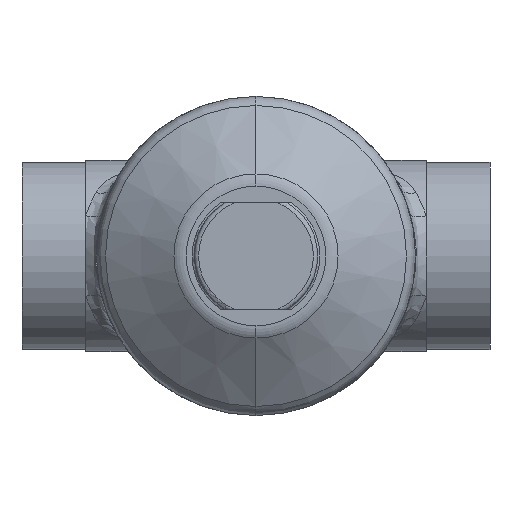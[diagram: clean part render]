
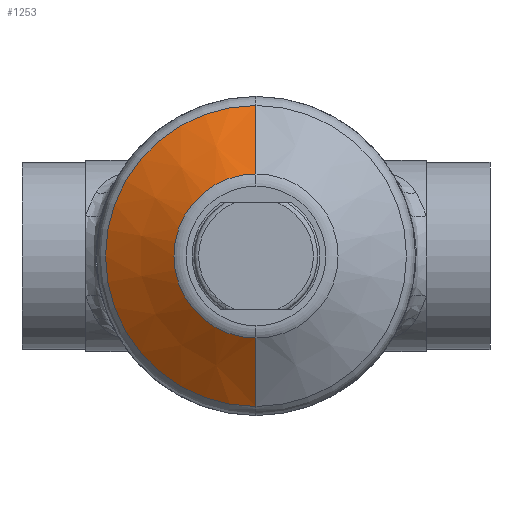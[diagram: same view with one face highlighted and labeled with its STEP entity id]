
A CAD part, front view. The second image highlights one B-rep face of the part: STEP entity #1253.
In plain terms, the highlighted conical face has half-angle 55 degrees and reference radius 38.583 mm.
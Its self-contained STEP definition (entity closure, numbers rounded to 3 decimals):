
#772 = CIRCLE ( 'NONE', #17049, 70.736 ) ;
#921 = CARTESIAN_POINT ( 'NONE',  ( 0., -131.192, 0. ) ) ;
#978 = EDGE_CURVE ( 'NONE', #17006, #13125, #1107, .T. ) ;
#1107 = LINE ( 'NONE', #16248, #4325 ) ;
#1253 = ADVANCED_FACE ( 'NONE', ( #2590 ), #16371, .T. ) ;
#1297 = AXIS2_PLACEMENT_3D ( 'NONE', #921, #9197, #6989 ) ;
#2110 = DIRECTION ( 'NONE',  ( 0., 1., 0. ) ) ;
#2325 = AXIS2_PLACEMENT_3D ( 'NONE', #14230, #5946, #15600 ) ;
#2455 = EDGE_CURVE ( 'NONE', #17006, #9292, #12058, .T. ) ;
#2590 = FACE_OUTER_BOUND ( 'NONE', #5231, .T. ) ;
#4325 = VECTOR ( 'NONE', #13326, 1000. ) ;
#4363 = CARTESIAN_POINT ( 'NONE',  ( 0., -131.192, 38.583 ) ) ;
#5038 = VERTEX_POINT ( 'NONE', #6073 ) ;
#5231 = EDGE_LOOP ( 'NONE', ( #17675, #8918, #16368, #5451 ) ) ;
#5451 = ORIENTED_EDGE ( 'NONE', *, *, #978, .F. ) ;
#5946 = DIRECTION ( 'NONE',  ( 0., 1., 0. ) ) ;
#6073 = CARTESIAN_POINT ( 'NONE',  ( 0., -108.678, 70.736 ) ) ;
#6487 = EDGE_CURVE ( 'NONE', #13125, #5038, #772, .T. ) ;
#6989 = DIRECTION ( 'NONE',  ( 0., 0., -1. ) ) ;
#8890 = CARTESIAN_POINT ( 'NONE',  ( 0., -108.678, -70.736 ) ) ;
#8918 = ORIENTED_EDGE ( 'NONE', *, *, #12048, .T. ) ;
#9197 = DIRECTION ( 'NONE',  ( 0., 1., 0. ) ) ;
#9292 = VERTEX_POINT ( 'NONE', #9987 ) ;
#9987 = CARTESIAN_POINT ( 'NONE',  ( 0., -131.192, 38.583 ) ) ;
#10368 = CARTESIAN_POINT ( 'NONE',  ( 0., -108.678, 0. ) ) ;
#11756 = DIRECTION ( 'NONE',  ( 0., 0., -1. ) ) ;
#11997 = LINE ( 'NONE', #4363, #15224 ) ;
#12048 = EDGE_CURVE ( 'NONE', #9292, #5038, #11997, .T. ) ;
#12058 = CIRCLE ( 'NONE', #2325, 38.583 ) ;
#12072 = CARTESIAN_POINT ( 'NONE',  ( 0., -131.192, -38.583 ) ) ;
#12614 = DIRECTION ( 'NONE',  ( 0., 0.574, 0.819 ) ) ;
#13125 = VERTEX_POINT ( 'NONE', #8890 ) ;
#13326 = DIRECTION ( 'NONE',  ( 0., 0.574, -0.819 ) ) ;
#14230 = CARTESIAN_POINT ( 'NONE',  ( 0., -131.192, 0. ) ) ;
#15224 = VECTOR ( 'NONE', #12614, 1000. ) ;
#15600 = DIRECTION ( 'NONE',  ( 0., 0., -1. ) ) ;
#16248 = CARTESIAN_POINT ( 'NONE',  ( 0., -131.192, -38.583 ) ) ;
#16368 = ORIENTED_EDGE ( 'NONE', *, *, #6487, .F. ) ;
#16371 = CONICAL_SURFACE ( 'NONE', #1297, 38.583, 0.96 ) ;
#17006 = VERTEX_POINT ( 'NONE', #12072 ) ;
#17049 = AXIS2_PLACEMENT_3D ( 'NONE', #10368, #2110, #11756 ) ;
#17675 = ORIENTED_EDGE ( 'NONE', *, *, #2455, .T. ) ;
